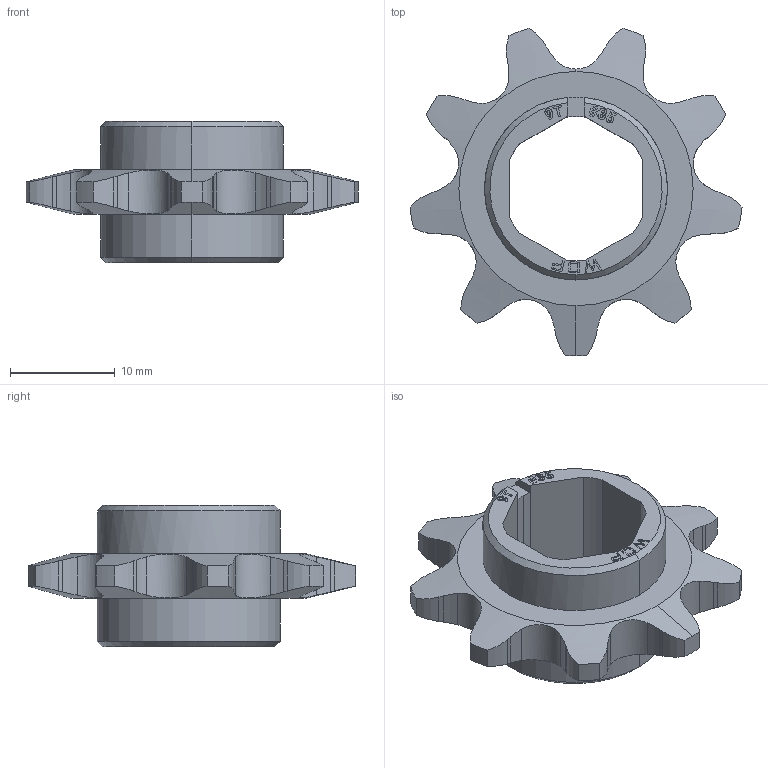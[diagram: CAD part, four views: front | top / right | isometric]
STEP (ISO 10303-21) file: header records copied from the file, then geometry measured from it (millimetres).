
FILE_DESCRIPTION (( 'STEP AP214' ), '1' );
FILE_NAME ('WCP-0976 Rev1.step', '2023-11-14T01:26:39', ( '' ), ( '' ), 'SwSTEP 2.0', 'SolidWorks 2022', '' );
FILE_SCHEMA (( 'AUTOMOTIVE_DESIGN' ));
Length unit declared in the file: inch
Products named in the file (1): WCP-0976 Rev1
Bounding box: 31.69 x 31.24 x 13.49 mm (x, y, z)
Volume: 2614.9 mm3; surface area: 2327.3 mm2
Topology: 1 solids, 1 shells, 251 faces, 706 edges, 469 vertices
Faces by surface type: plane 134, cylinder 70, bspline 39, cone 8
Entity records: 10598 total; most frequent: CARTESIAN_POINT 4556, ORIENTED_EDGE 1412, DIRECTION 970, EDGE_CURVE 706, VERTEX_POINT 469, LINE 436, VECTOR 436, AXIS2_PLACEMENT_3D 267
